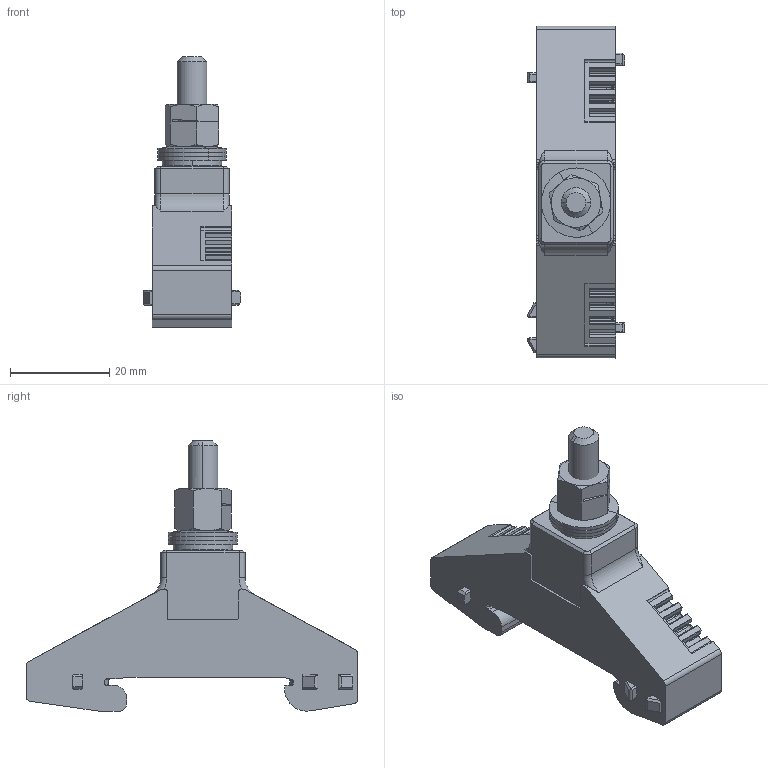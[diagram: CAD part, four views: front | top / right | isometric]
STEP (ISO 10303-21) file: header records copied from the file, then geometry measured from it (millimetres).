
FILE_DESCRIPTION(('CATIA V5 STEP Exchange','CAx-IF Rec.Pracs.--- Model Styling and Organization---1.4--- 2014-01-23'),'2;1');
FILE_NAME ('D1460599_1', '2023-07-18T09:07:27+00:00', ('none'), ('Weidmueller'), 'CATIA Version 5-6 Release 2016 SP3 HF44', 'CATIA V5 STEP AP214', 'none');
FILE_SCHEMA(('AUTOMOTIVE_DESIGN { 1 0 10303 214 1 1 1 1 }'));
Length unit declared in the file: millimetre
Products named in the file (1): 1969000000
Bounding box: 19.6 x 67 x 54.55 mm (x, y, z)
Volume: 20869.8 mm3; surface area: 8034 mm2
Topology: 5 solids, 5 shells, 510 faces, 1411 edges, 916 vertices
Faces by surface type: plane 237, cylinder 111, cone 90, torus 64, bspline 4, revolution 4
Entity records: 16943 total; most frequent: CARTESIAN_POINT 4905, ORIENTED_EDGE 2822, DIRECTION 1931, EDGE_CURVE 1411, VERTEX_POINT 916, VECTOR 791, LINE 791, AXIS2_PLACEMENT_3D 745
